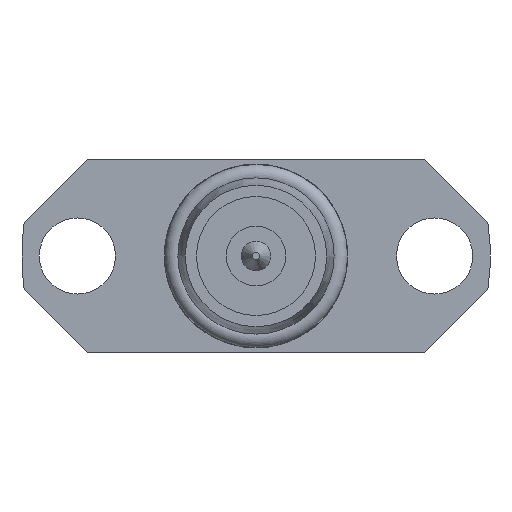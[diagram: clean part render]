
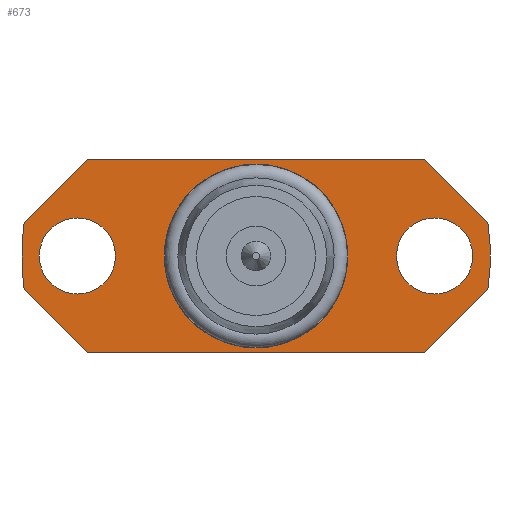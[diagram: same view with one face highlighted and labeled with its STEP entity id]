
A CAD part, left-side view. The second image highlights one B-rep face of the part: STEP entity #673.
In plain terms, the highlighted planar face has unit normal (-1, 0, 0).
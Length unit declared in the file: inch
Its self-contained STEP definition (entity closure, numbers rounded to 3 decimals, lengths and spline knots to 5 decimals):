
#28 = DIRECTION ( 'NONE',  ( -1., 0., 0. ) ) ;
#33 = CARTESIAN_POINT ( 'NONE',  ( 0.3248, -0.24016, 0. ) ) ;
#41 = ORIENTED_EDGE ( 'NONE', *, *, #716, .F. ) ;
#44 = AXIS2_PLACEMENT_3D ( 'NONE', #467, #328, #625 ) ;
#56 = CARTESIAN_POINT ( 'NONE',  ( 0.3248, 0., 0. ) ) ;
#64 = AXIS2_PLACEMENT_3D ( 'NONE', #77, #752, #883 ) ;
#66 = EDGE_CURVE ( 'NONE', #194, #301, #897, .T. ) ;
#77 = CARTESIAN_POINT ( 'NONE',  ( 0.3248, 0., 0. ) ) ;
#91 = CARTESIAN_POINT ( 'NONE',  ( 0.3248, -0.41288, -0.12992 ) ) ;
#116 = CARTESIAN_POINT ( 'NONE',  ( 0.3248, 0.22692, 0.12992 ) ) ;
#150 = CIRCLE ( 'NONE', #814, 0.05118 ) ;
#155 = DIRECTION ( 'NONE',  ( 0., -1., 0. ) ) ;
#164 = EDGE_LOOP ( 'NONE', ( #574, #854, #208, #768, #731, #750, #948, #828 ) ) ;
#175 = CIRCLE ( 'NONE', #886, 0.05118 ) ;
#186 = DIRECTION ( 'NONE',  ( -1., 0., 0. ) ) ;
#194 = VERTEX_POINT ( 'NONE', #254 ) ;
#208 = ORIENTED_EDGE ( 'NONE', *, *, #339, .T. ) ;
#213 = DIRECTION ( 'NONE',  ( 0., -0.707, -0.707 ) ) ;
#225 = CIRCLE ( 'NONE', #804, 0.31496 ) ;
#254 = CARTESIAN_POINT ( 'NONE',  ( 0.3248, -0.31171, 0.04513 ) ) ;
#258 = DIRECTION ( 'NONE',  ( 0., 0.707, 0.707 ) ) ;
#260 = VERTEX_POINT ( 'NONE', #325 ) ;
#262 = LINE ( 'NONE', #780, #526 ) ;
#273 = CARTESIAN_POINT ( 'NONE',  ( 0.3248, -0.41288, 0.12992 ) ) ;
#274 = ORIENTED_EDGE ( 'NONE', *, *, #856, .F. ) ;
#284 = VERTEX_POINT ( 'NONE', #933 ) ;
#288 = CARTESIAN_POINT ( 'NONE',  ( 0.3248, 0.24022, -0.11662 ) ) ;
#301 = VERTEX_POINT ( 'NONE', #436 ) ;
#325 = CARTESIAN_POINT ( 'NONE',  ( 0.3248, 0.24016, 0.05118 ) ) ;
#328 = DIRECTION ( 'NONE',  ( 1., 0., 0. ) ) ;
#338 = DIRECTION ( 'NONE',  ( 0., 1., 0. ) ) ;
#339 = EDGE_CURVE ( 'NONE', #643, #778, #502, .T. ) ;
#348 = DIRECTION ( 'NONE',  ( 0., 0., 1. ) ) ;
#361 = EDGE_CURVE ( 'NONE', #586, #410, #225, .T. ) ;
#363 = ORIENTED_EDGE ( 'NONE', *, *, #685, .T. ) ;
#389 = FACE_OUTER_BOUND ( 'NONE', #164, .T. ) ;
#395 = CARTESIAN_POINT ( 'NONE',  ( 0.3248, 0.12361, 0. ) ) ;
#399 = EDGE_LOOP ( 'NONE', ( #41 ) ) ;
#405 = CARTESIAN_POINT ( 'NONE',  ( 0.3248, 0.12361, 0. ) ) ;
#410 = VERTEX_POINT ( 'NONE', #848 ) ;
#423 = EDGE_CURVE ( 'NONE', #555, #301, #670, .T. ) ;
#436 = CARTESIAN_POINT ( 'NONE',  ( 0.3248, -0.31171, -0.04513 ) ) ;
#458 = LINE ( 'NONE', #288, #789 ) ;
#467 = CARTESIAN_POINT ( 'NONE',  ( 0.3248, 0., 0. ) ) ;
#472 = FACE_BOUND ( 'NONE', #399, .T. ) ;
#482 = VERTEX_POINT ( 'NONE', #844 ) ;
#483 = FACE_BOUND ( 'NONE', #570, .T. ) ;
#491 = CIRCLE ( 'NONE', #44, 0.12361 ) ;
#502 = LINE ( 'NONE', #273, #637 ) ;
#511 = CARTESIAN_POINT ( 'NONE',  ( 0.3248, -0.11662, 0.24022 ) ) ;
#517 = EDGE_LOOP ( 'NONE', ( #274 ) ) ;
#521 = CARTESIAN_POINT ( 'NONE',  ( 0.3248, -0.22692, -0.12992 ) ) ;
#526 = VECTOR ( 'NONE', #792, 39.37008 ) ;
#534 = EDGE_CURVE ( 'NONE', #586, #284, #458, .T. ) ;
#555 = VERTEX_POINT ( 'NONE', #521 ) ;
#570 = EDGE_LOOP ( 'NONE', ( #363 ) ) ;
#572 = LINE ( 'NONE', #511, #622 ) ;
#574 = ORIENTED_EDGE ( 'NONE', *, *, #66, .F. ) ;
#577 = DIRECTION ( 'NONE',  ( 0., 1., 0. ) ) ;
#586 = VERTEX_POINT ( 'NONE', #765 ) ;
#622 = VECTOR ( 'NONE', #258, 39.37008 ) ;
#625 = DIRECTION ( 'NONE',  ( 0., 1., 0. ) ) ;
#635 = CARTESIAN_POINT ( 'NONE',  ( 0.3248, 0.24016, 0. ) ) ;
#637 = VECTOR ( 'NONE', #577, 39.37008 ) ;
#643 = VERTEX_POINT ( 'NONE', #907 ) ;
#659 = EDGE_CURVE ( 'NONE', #284, #555, #819, .T. ) ;
#670 = LINE ( 'NONE', #806, #715 ) ;
#673 = ADVANCED_FACE ( 'NONE', ( #697, #472, #483, #389 ), #761, .T. ) ;
#685 = EDGE_CURVE ( 'NONE', #903, #903, #491, .T. ) ;
#697 = FACE_BOUND ( 'NONE', #517, .T. ) ;
#700 = VECTOR ( 'NONE', #155, 39.37008 ) ;
#704 = EDGE_CURVE ( 'NONE', #194, #643, #572, .T. ) ;
#712 = DIRECTION ( 'NONE',  ( 0., 0., 1. ) ) ;
#715 = VECTOR ( 'NONE', #951, 39.37008 ) ;
#716 = EDGE_CURVE ( 'NONE', #482, #482, #150, .T. ) ;
#731 = ORIENTED_EDGE ( 'NONE', *, *, #361, .F. ) ;
#750 = ORIENTED_EDGE ( 'NONE', *, *, #534, .T. ) ;
#752 = DIRECTION ( 'NONE',  ( 1., 0., 0. ) ) ;
#761 = PLANE ( 'NONE',  #892 ) ;
#765 = CARTESIAN_POINT ( 'NONE',  ( 0.3248, 0.31171, -0.04513 ) ) ;
#768 = ORIENTED_EDGE ( 'NONE', *, *, #837, .T. ) ;
#778 = VERTEX_POINT ( 'NONE', #116 ) ;
#780 = CARTESIAN_POINT ( 'NONE',  ( 0.3248, 0.24022, 0.11662 ) ) ;
#782 = DIRECTION ( 'NONE',  ( -1., 0., 0. ) ) ;
#789 = VECTOR ( 'NONE', #213, 39.37008 ) ;
#792 = DIRECTION ( 'NONE',  ( 0., 0.707, -0.707 ) ) ;
#804 = AXIS2_PLACEMENT_3D ( 'NONE', #56, #866, #338 ) ;
#806 = CARTESIAN_POINT ( 'NONE',  ( 0.3248, -0.11662, -0.24022 ) ) ;
#814 = AXIS2_PLACEMENT_3D ( 'NONE', #33, #782, #348 ) ;
#819 = LINE ( 'NONE', #91, #700 ) ;
#828 = ORIENTED_EDGE ( 'NONE', *, *, #423, .T. ) ;
#837 = EDGE_CURVE ( 'NONE', #778, #410, #262, .T. ) ;
#844 = CARTESIAN_POINT ( 'NONE',  ( 0.3248, -0.24016, 0.05118 ) ) ;
#848 = CARTESIAN_POINT ( 'NONE',  ( 0.3248, 0.31171, 0.04513 ) ) ;
#854 = ORIENTED_EDGE ( 'NONE', *, *, #704, .T. ) ;
#856 = EDGE_CURVE ( 'NONE', #260, #260, #175, .T. ) ;
#866 = DIRECTION ( 'NONE',  ( 1., 0., 0. ) ) ;
#883 = DIRECTION ( 'NONE',  ( 0., 1., 0. ) ) ;
#886 = AXIS2_PLACEMENT_3D ( 'NONE', #635, #186, #712 ) ;
#892 = AXIS2_PLACEMENT_3D ( 'NONE', #395, #28, #900 ) ;
#897 = CIRCLE ( 'NONE', #64, 0.31496 ) ;
#900 = DIRECTION ( 'NONE',  ( 0., -1., 0. ) ) ;
#903 = VERTEX_POINT ( 'NONE', #405 ) ;
#907 = CARTESIAN_POINT ( 'NONE',  ( 0.3248, -0.22692, 0.12992 ) ) ;
#933 = CARTESIAN_POINT ( 'NONE',  ( 0.3248, 0.22692, -0.12992 ) ) ;
#948 = ORIENTED_EDGE ( 'NONE', *, *, #659, .T. ) ;
#951 = DIRECTION ( 'NONE',  ( 0., -0.707, 0.707 ) ) ;
